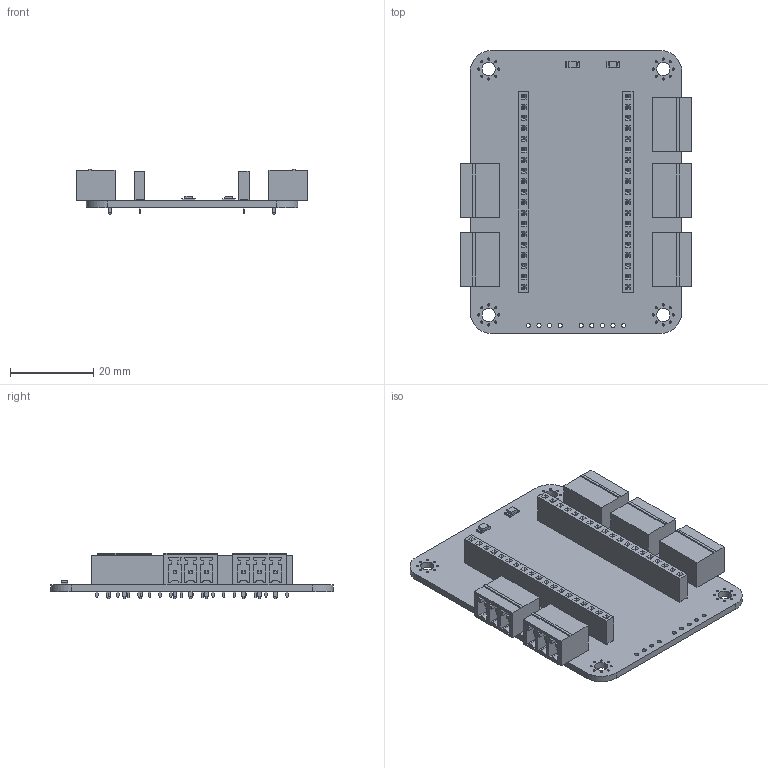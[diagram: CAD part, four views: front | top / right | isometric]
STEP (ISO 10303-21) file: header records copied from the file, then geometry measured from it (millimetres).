
FILE_DESCRIPTION(('KiCad electronic assembly'),'2;1');
FILE_NAME('espbreakout.step','2020-11-17T19:47:43',('An Author'),( 'A Company'),'Open CASCADE STEP processor 6.9', 'KiCad to STEP converter','Unknown');
FILE_SCHEMA(('AUTOMOTIVE_DESIGN { 1 0 10303 214 1 1 1 1 }'));
Length unit declared in the file: millimetre
Products named in the file (8): Open CASCADE STEP translator 6.9 1; PhoenixContact_MC_1,5_3-G-3.81_1x03_P3.81mm_Horizontal; SOLID; PinSocket_1x19_P2.54mm_Vertical; LED_1206_3216Metric; COMPOUND
Assembly tree (13 placements, depth 3):
  Open CASCADE STEP translator 6.9 1
    PhoenixContact_MC_1,5_3-G-3.81_1x03_P3.81mm_Horizontal  x5
      SOLID
    PinSocket_1x19_P2.54mm_Vertical  x2
      SOLID
    LED_1206_3216Metric  x2
      SOLID
    COMPOUND
Bounding box: 55.37 x 67.94 x 10.95 mm (x, y, z)
Volume: 9792.8 mm3; surface area: 15592 mm2
Topology: 10 solids, 10 shells, 1951 faces, 5022 edges, 3252 vertices
Faces by surface type: plane 1818, cylinder 133
Full cylindrical faces by diameter (mm): 0.5 x32, 1 x47, 1.2 x15, 3.2 x4
Entity records: 61493 total; most frequent: CARTESIAN_POINT 9215, DIRECTION 8770, LINE 6343, VECTOR 6343, ORIENTED_EDGE 4530, PCURVE 4530, DEFINITIONAL_REPRESENTATION 4530, EDGE_CURVE 2265
